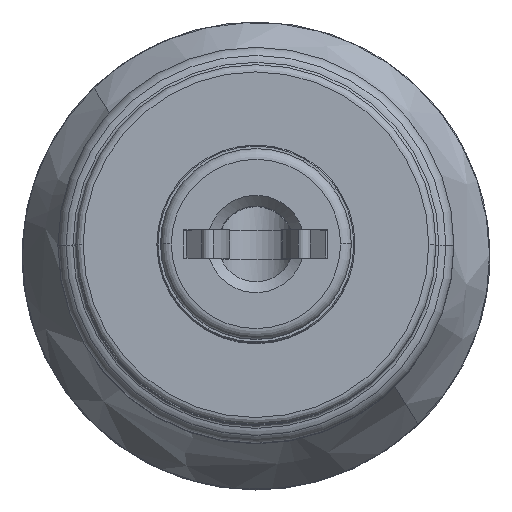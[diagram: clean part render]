
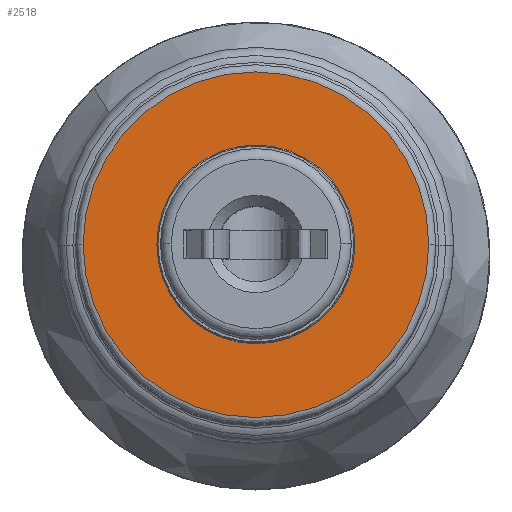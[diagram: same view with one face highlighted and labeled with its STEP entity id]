
A CAD part, top view. The second image highlights one B-rep face of the part: STEP entity #2518.
In plain terms, the highlighted face is planar.
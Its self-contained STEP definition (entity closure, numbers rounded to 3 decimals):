
#194 = CARTESIAN_POINT ( 'NONE',  ( 0., 0., 0. ) ) ;
#660 = DIRECTION ( 'NONE',  ( 0., -1., 0. ) ) ;
#842 = DIRECTION ( 'NONE',  ( 0., -1., 0. ) ) ;
#1693 = ORIENTED_EDGE ( 'NONE', *, *, #8304, .T. ) ;
#1748 = VERTEX_POINT ( 'NONE', #16592 ) ;
#2518 = ADVANCED_FACE ( 'NONE', ( #4136, #27368 ), #17776, .T. ) ;
#2767 = ORIENTED_EDGE ( 'NONE', *, *, #24947, .T. ) ;
#4136 = FACE_BOUND ( 'NONE', #12720, .T. ) ;
#5036 = DIRECTION ( 'NONE',  ( -1., 0., 0. ) ) ;
#6189 = CARTESIAN_POINT ( 'NONE',  ( 0., 0., 0. ) ) ;
#8304 = EDGE_CURVE ( 'NONE', #24439, #27581, #17142, .T. ) ;
#8967 = CARTESIAN_POINT ( 'NONE',  ( 0., 0., 0. ) ) ;
#9153 = DIRECTION ( 'NONE',  ( -1., 0., 0. ) ) ;
#9264 = DIRECTION ( 'NONE',  ( -1., 0., 0. ) ) ;
#10207 = ORIENTED_EDGE ( 'NONE', *, *, #21505, .F. ) ;
#10596 = DIRECTION ( 'NONE',  ( -1., 0., 0. ) ) ;
#12720 = EDGE_LOOP ( 'NONE', ( #26518, #10207 ) ) ;
#14044 = CARTESIAN_POINT ( 'NONE',  ( 0., -4.8, 0. ) ) ;
#15868 = DIRECTION ( 'NONE',  ( 0., -1., 0. ) ) ;
#16185 = AXIS2_PLACEMENT_3D ( 'NONE', #8967, #9264, #15868 ) ;
#16592 = CARTESIAN_POINT ( 'NONE',  ( 0., 2.75, 0. ) ) ;
#16810 = EDGE_LOOP ( 'NONE', ( #1693, #2767 ) ) ;
#17142 = CIRCLE ( 'NONE', #27177, 4.8 ) ;
#17769 = AXIS2_PLACEMENT_3D ( 'NONE', #18331, #24801, #660 ) ;
#17776 = PLANE ( 'NONE',  #20565 ) ;
#18032 = CARTESIAN_POINT ( 'NONE',  ( 0., 4.8, 0. ) ) ;
#18331 = CARTESIAN_POINT ( 'NONE',  ( 0., 0., 0. ) ) ;
#19692 = EDGE_CURVE ( 'NONE', #25906, #1748, #27297, .T. ) ;
#19757 = CIRCLE ( 'NONE', #16185, 2.75 ) ;
#20565 = AXIS2_PLACEMENT_3D ( 'NONE', #194, #9153, #22232 ) ;
#20703 = CARTESIAN_POINT ( 'NONE',  ( 0., -2.75, 0. ) ) ;
#21003 = CIRCLE ( 'NONE', #17769, 4.8 ) ;
#21505 = EDGE_CURVE ( 'NONE', #1748, #25906, #19757, .T. ) ;
#22232 = DIRECTION ( 'NONE',  ( 0., -1., 0. ) ) ;
#22599 = CARTESIAN_POINT ( 'NONE',  ( 0., 0., 0. ) ) ;
#23237 = AXIS2_PLACEMENT_3D ( 'NONE', #22599, #5036, #842 ) ;
#24439 = VERTEX_POINT ( 'NONE', #14044 ) ;
#24801 = DIRECTION ( 'NONE',  ( -1., 0., 0. ) ) ;
#24947 = EDGE_CURVE ( 'NONE', #27581, #24439, #21003, .T. ) ;
#25906 = VERTEX_POINT ( 'NONE', #20703 ) ;
#26518 = ORIENTED_EDGE ( 'NONE', *, *, #19692, .F. ) ;
#27177 = AXIS2_PLACEMENT_3D ( 'NONE', #6189, #10596, #28045 ) ;
#27297 = CIRCLE ( 'NONE', #23237, 2.75 ) ;
#27368 = FACE_OUTER_BOUND ( 'NONE', #16810, .T. ) ;
#27581 = VERTEX_POINT ( 'NONE', #18032 ) ;
#28045 = DIRECTION ( 'NONE',  ( 0., -1., 0. ) ) ;
